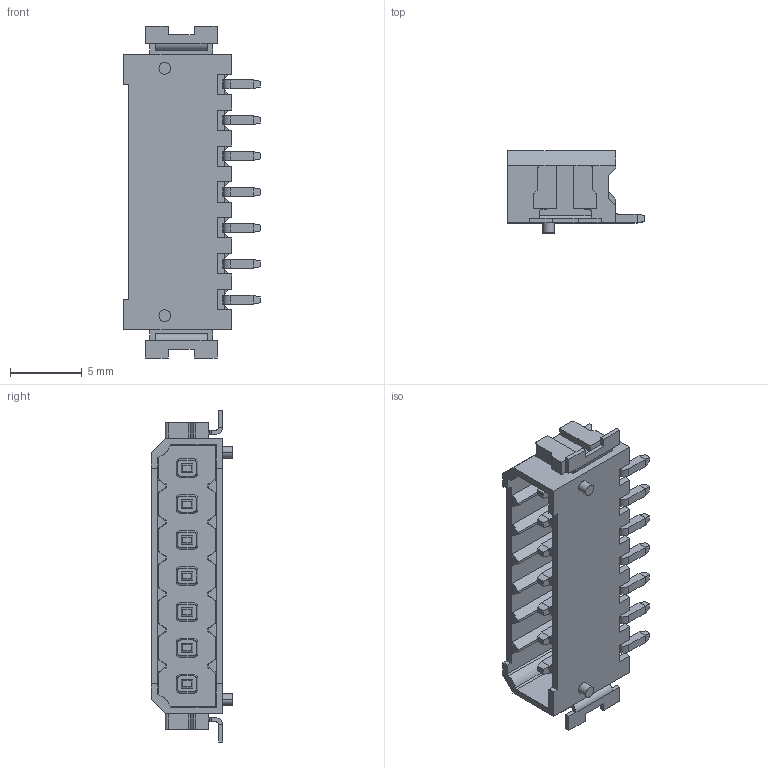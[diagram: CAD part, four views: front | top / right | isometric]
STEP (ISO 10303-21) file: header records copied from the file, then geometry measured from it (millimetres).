
FILE_DESCRIPTION(('SolidDesigner STEP Export'),'2;1');
FILE_NAME('ptsm_0.5-7-hh-2.5-smd.stp','2010-06-01T15:57:31',(''),(''),'CoCreate Modeling STEP processor for AP214 (Solid Model)','CoCreate Modeling 16.00A 16-Aug-2008 (C) Parametric Technology GmbH','');
FILE_SCHEMA(('AUTOMOTIVE_DESIGN { 1 0 10303 214 1 1 1 1 }'));
Length unit declared in the file: millimetre
Products named in the file (2): ptsm_0.5-7-hh-2.5-smd
Assembly tree (1 placements, depth 2):
  ptsm_0.5-7-hh-2.5-smd
    ptsm_0.5-7-hh-2.5-smd
Bounding box: 9.5 x 5.7 x 23.1 mm (x, y, z)
Volume: 382.8 mm3; surface area: 994.1 mm2
Topology: 1 solids, 1 shells, 498 faces, 1351 edges, 878 vertices
Faces by surface type: plane 419, cylinder 49, cone 30
Entity records: 19302 total; most frequent: CARTESIAN_POINT 2739, ORIENTED_EDGE 2702, DIRECTION 2439, EDGE_CURVE 1351, VECTOR 1179, LINE 1179, VERTEX_POINT 878, AXIS2_PLACEMENT_3D 630
